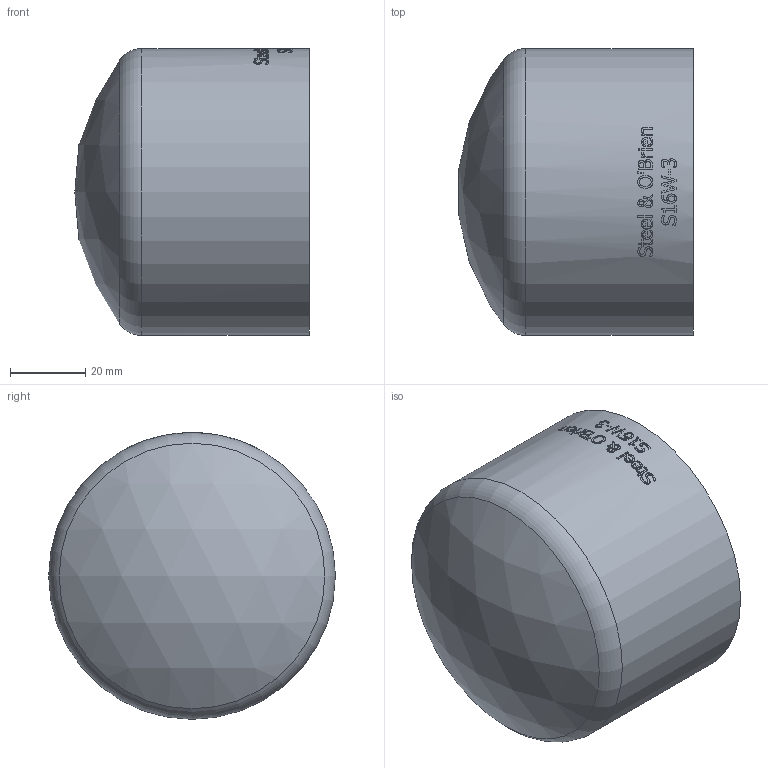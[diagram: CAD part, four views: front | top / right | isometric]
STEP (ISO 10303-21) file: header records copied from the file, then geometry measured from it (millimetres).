
FILE_DESCRIPTION(/* description */ (''),/* implementation_level */ '2;1');
FILE_NAME(/* name */ 'S16W-3.stp',/* time_stamp */ '2018-11-26T10:31:06-05:00',/* author */ ('rick'),/* organization */ (''),/* preprocessor_version */ 'ST-DEVELOPER v15.2',/* originating_system */ 'Autodesk Inventor 2014',/* authorisation */ '');
FILE_SCHEMA (('AUTOMOTIVE_DESIGN { 1 0 10303 214 3 1 1 }'));
Length unit declared in the file: inch
Products named in the file (1): S16W-3
Bounding box: 62.26 x 76.2 x 76.2 mm (x, y, z)
Volume: 26470.5 mm3; surface area: 32507.3 mm2
Topology: 1 solids, 1 shells, 331 faces, 897 edges, 598 vertices
Faces by surface type: bspline 174, plane 122, cylinder 31, torus 2, sphere 2
Full cylindrical faces by diameter (mm): 72.898 x1, 76.2 x1
Entity records: 13538 total; most frequent: CARTESIAN_POINT 6218, ORIENTED_EDGE 1782, DIRECTION 1009, EDGE_CURVE 891, VERTEX_POINT 596, LINE 393, VECTOR 393, EDGE_LOOP 365
